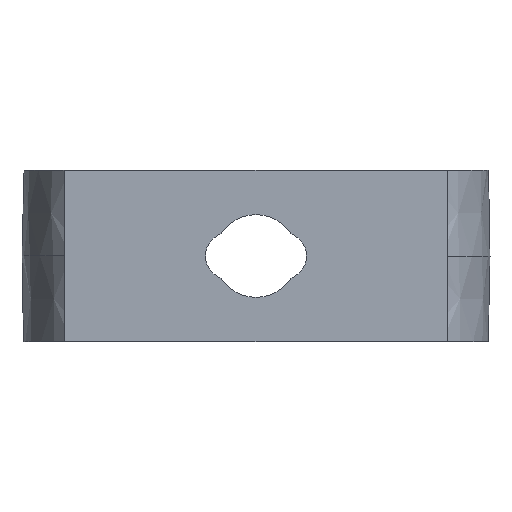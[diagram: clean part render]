
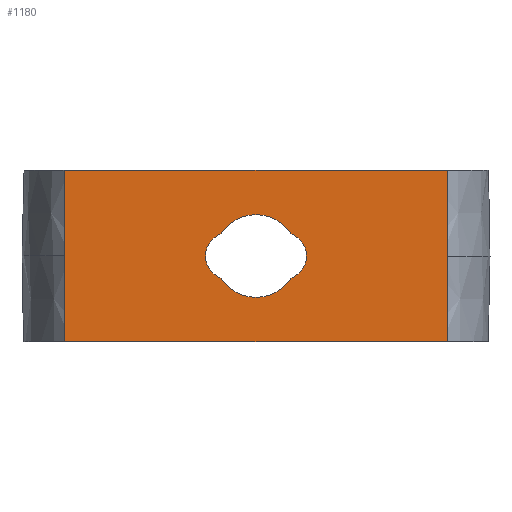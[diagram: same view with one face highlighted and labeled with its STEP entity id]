
A CAD part, front view. The second image highlights one B-rep face of the part: STEP entity #1180.
In plain terms, the highlighted planar face has unit normal (0, -1, 0).
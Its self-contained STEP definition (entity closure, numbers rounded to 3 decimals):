
#27 = AXIS2_PLACEMENT_3D ( 'NONE', #2932, #678, #2053 ) ;
#67 = ORIENTED_EDGE ( 'NONE', *, *, #1931, .F. ) ;
#82 = CARTESIAN_POINT ( 'NONE',  ( 0., -41.5, -4.1 ) ) ;
#141 = CARTESIAN_POINT ( 'NONE',  ( -3.46, -41.5, -2.2 ) ) ;
#179 = CARTESIAN_POINT ( 'NONE',  ( -2.659, -41.5, 0. ) ) ;
#199 = AXIS2_PLACEMENT_3D ( 'NONE', #987, #2629, #1233 ) ;
#237 = CARTESIAN_POINT ( 'NONE',  ( 18.955, -41.5, -8.5 ) ) ;
#239 = CARTESIAN_POINT ( 'NONE',  ( 18.955, -41.5, 8.5 ) ) ;
#249 = DIRECTION ( 'NONE',  ( 0., 0., 1. ) ) ;
#279 = VERTEX_POINT ( 'NONE', #722 ) ;
#317 = EDGE_CURVE ( 'NONE', #1208, #1795, #2966, .T. ) ;
#321 = VERTEX_POINT ( 'NONE', #1918 ) ;
#330 = CARTESIAN_POINT ( 'NONE',  ( 2.659, -41.5, 0. ) ) ;
#334 = FACE_OUTER_BOUND ( 'NONE', #453, .T. ) ;
#453 = EDGE_LOOP ( 'NONE', ( #2652, #471, #599, #888 ) ) ;
#471 = ORIENTED_EDGE ( 'NONE', *, *, #822, .F. ) ;
#578 = DIRECTION ( 'NONE',  ( 0., 1., 0. ) ) ;
#599 = ORIENTED_EDGE ( 'NONE', *, *, #2349, .T. ) ;
#606 = PLANE ( 'NONE',  #1138 ) ;
#678 = DIRECTION ( 'NONE',  ( 0., -1., 0. ) ) ;
#722 = CARTESIAN_POINT ( 'NONE',  ( -18.955, -41.5, 8.5 ) ) ;
#732 = EDGE_CURVE ( 'NONE', #2823, #2678, #2473, .T. ) ;
#754 = CARTESIAN_POINT ( 'NONE',  ( 3.46, -41.5, -2.2 ) ) ;
#822 = EDGE_CURVE ( 'NONE', #321, #279, #2778, .T. ) ;
#886 = DIRECTION ( 'NONE',  ( 0., 0., 1. ) ) ;
#888 = ORIENTED_EDGE ( 'NONE', *, *, #1485, .T. ) ;
#935 = AXIS2_PLACEMENT_3D ( 'NONE', #2939, #1130, #2523 ) ;
#987 = CARTESIAN_POINT ( 'NONE',  ( 0., -41.5, 0. ) ) ;
#991 = EDGE_CURVE ( 'NONE', #1208, #2678, #2923, .T. ) ;
#1068 = CARTESIAN_POINT ( 'NONE',  ( 0., -41.5, -8.5 ) ) ;
#1105 = ORIENTED_EDGE ( 'NONE', *, *, #317, .F. ) ;
#1130 = DIRECTION ( 'NONE',  ( 0., -1., 0. ) ) ;
#1138 = AXIS2_PLACEMENT_3D ( 'NONE', #1068, #1986, #2005 ) ;
#1172 = LINE ( 'NONE', #2405, #2600 ) ;
#1180 = ADVANCED_FACE ( 'NONE', ( #2042, #334 ), #606, .T. ) ;
#1208 = VERTEX_POINT ( 'NONE', #141 ) ;
#1233 = DIRECTION ( 'NONE',  ( 0., 0., -1. ) ) ;
#1431 = ORIENTED_EDGE ( 'NONE', *, *, #732, .F. ) ;
#1456 = DIRECTION ( 'NONE',  ( 1., 0., 0. ) ) ;
#1485 = EDGE_CURVE ( 'NONE', #2434, #1803, #1726, .T. ) ;
#1493 = DIRECTION ( 'NONE',  ( 0., 0., -1. ) ) ;
#1540 = VECTOR ( 'NONE', #249, 1000. ) ;
#1599 = CARTESIAN_POINT ( 'NONE',  ( -18.955, -41.5, -8.5 ) ) ;
#1657 = AXIS2_PLACEMENT_3D ( 'NONE', #179, #578, #2533 ) ;
#1691 = DIRECTION ( 'NONE',  ( 1., 0., 0. ) ) ;
#1710 = DIRECTION ( 'NONE',  ( 0., -1., 0. ) ) ;
#1726 = LINE ( 'NONE', #237, #1540 ) ;
#1795 = VERTEX_POINT ( 'NONE', #82 ) ;
#1803 = VERTEX_POINT ( 'NONE', #239 ) ;
#1910 = CIRCLE ( 'NONE', #2273, 2.341 ) ;
#1918 = CARTESIAN_POINT ( 'NONE',  ( -18.955, -41.5, -8.5 ) ) ;
#1931 = EDGE_CURVE ( 'NONE', #2397, #2823, #1910, .T. ) ;
#1986 = DIRECTION ( 'NONE',  ( 0., -1., 0. ) ) ;
#2005 = DIRECTION ( 'NONE',  ( 0., 0., -1. ) ) ;
#2042 = FACE_BOUND ( 'NONE', #2199, .T. ) ;
#2045 = EDGE_CURVE ( 'NONE', #1795, #2397, #2919, .T. ) ;
#2053 = DIRECTION ( 'NONE',  ( 0., 0., -1. ) ) ;
#2081 = CARTESIAN_POINT ( 'NONE',  ( 0., -41.5, -8.5 ) ) ;
#2193 = CARTESIAN_POINT ( 'NONE',  ( -3.46, -41.5, 2.2 ) ) ;
#2199 = EDGE_LOOP ( 'NONE', ( #67, #2962, #1105, #2475, #1431 ) ) ;
#2273 = AXIS2_PLACEMENT_3D ( 'NONE', #330, #1710, #1493 ) ;
#2306 = EDGE_CURVE ( 'NONE', #279, #1803, #1172, .T. ) ;
#2349 = EDGE_CURVE ( 'NONE', #321, #2434, #2556, .T. ) ;
#2353 = VECTOR ( 'NONE', #1691, 1000. ) ;
#2397 = VERTEX_POINT ( 'NONE', #754 ) ;
#2405 = CARTESIAN_POINT ( 'NONE',  ( 0., -41.5, 8.5 ) ) ;
#2434 = VERTEX_POINT ( 'NONE', #2914 ) ;
#2456 = VECTOR ( 'NONE', #886, 1000. ) ;
#2473 = CIRCLE ( 'NONE', #935, 4.1 ) ;
#2475 = ORIENTED_EDGE ( 'NONE', *, *, #991, .T. ) ;
#2523 = DIRECTION ( 'NONE',  ( 0., 0., -1. ) ) ;
#2533 = DIRECTION ( 'NONE',  ( 0., 0., -1. ) ) ;
#2556 = LINE ( 'NONE', #2081, #2353 ) ;
#2600 = VECTOR ( 'NONE', #1456, 1000. ) ;
#2629 = DIRECTION ( 'NONE',  ( 0., -1., 0. ) ) ;
#2652 = ORIENTED_EDGE ( 'NONE', *, *, #2306, .F. ) ;
#2678 = VERTEX_POINT ( 'NONE', #2193 ) ;
#2764 = CARTESIAN_POINT ( 'NONE',  ( 3.46, -41.5, 2.2 ) ) ;
#2778 = LINE ( 'NONE', #1599, #2456 ) ;
#2823 = VERTEX_POINT ( 'NONE', #2764 ) ;
#2914 = CARTESIAN_POINT ( 'NONE',  ( 18.955, -41.5, -8.5 ) ) ;
#2919 = CIRCLE ( 'NONE', #27, 4.1 ) ;
#2923 = CIRCLE ( 'NONE', #1657, 2.341 ) ;
#2932 = CARTESIAN_POINT ( 'NONE',  ( 0., -41.5, 0. ) ) ;
#2939 = CARTESIAN_POINT ( 'NONE',  ( 0., -41.5, 0. ) ) ;
#2962 = ORIENTED_EDGE ( 'NONE', *, *, #2045, .F. ) ;
#2966 = CIRCLE ( 'NONE', #199, 4.1 ) ;
